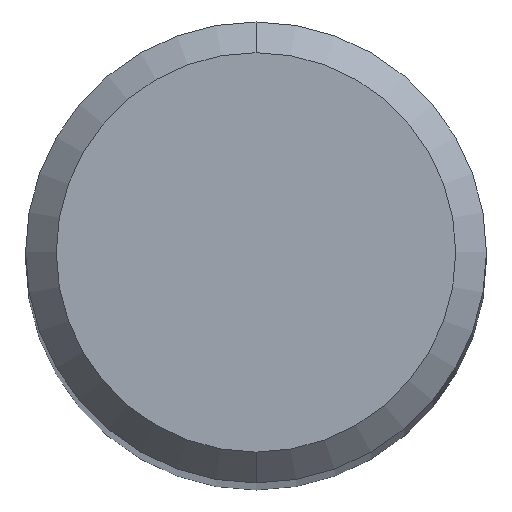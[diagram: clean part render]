
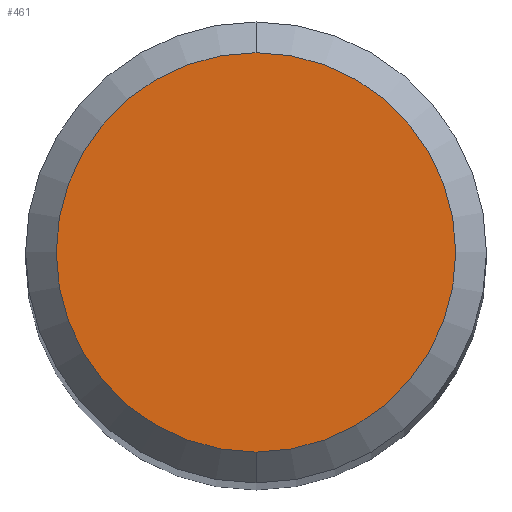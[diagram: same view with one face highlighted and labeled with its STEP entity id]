
A CAD part, top view. The second image highlights one B-rep face of the part: STEP entity #461.
In plain terms, the highlighted planar face has unit normal (0, 0, 1).
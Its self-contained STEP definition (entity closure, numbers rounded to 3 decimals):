
#191=VERTEX_POINT('',#522);
#219=VERTEX_POINT('',#553);
#255=EDGE_CURVE('',#219,#191,#592,.T.);
#277=EDGE_CURVE('',#191,#219,#615,.T.);
#461=ADVANCED_FACE('',(#821),#822,.T.);
#522=CARTESIAN_POINT('',(0.,-2.6,0.0));
#553=CARTESIAN_POINT('',(0.0,2.6,0.0));
#592=CIRCLE('',#986,2.6);
#615=CIRCLE('',#1072,2.6);
#821=FACE_OUTER_BOUND('',#1474,.T.);
#822=PLANE('',#1475);
#986=AXIS2_PLACEMENT_3D('',#1617,#1618,#1619);
#1072=AXIS2_PLACEMENT_3D('',#1634,#1635,#1636);
#1474=EDGE_LOOP('',(#1885,#1886));
#1475=AXIS2_PLACEMENT_3D('',#1887,#1888,#1889);
#1617=CARTESIAN_POINT('',(0.0,0.0,0.0));
#1618=DIRECTION('',(0.0,0.0,-1.0));
#1619=DIRECTION('',(0.0,1.0,0.0));
#1634=CARTESIAN_POINT('',(0.0,0.0,0.0));
#1635=DIRECTION('',(0.0,0.0,-1.0));
#1636=DIRECTION('',(0.0,1.0,0.0));
#1885=ORIENTED_EDGE('',*,*,#255,.F.);
#1886=ORIENTED_EDGE('',*,*,#277,.F.);
#1887=CARTESIAN_POINT('',(0.0,1.3,0.0));
#1888=DIRECTION('',(-0.0,0.0,1.0));
#1889=DIRECTION('',(0.0,-1.0,0.0));
